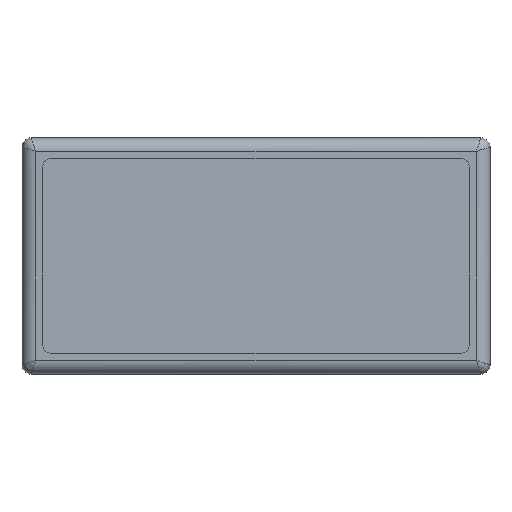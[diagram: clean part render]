
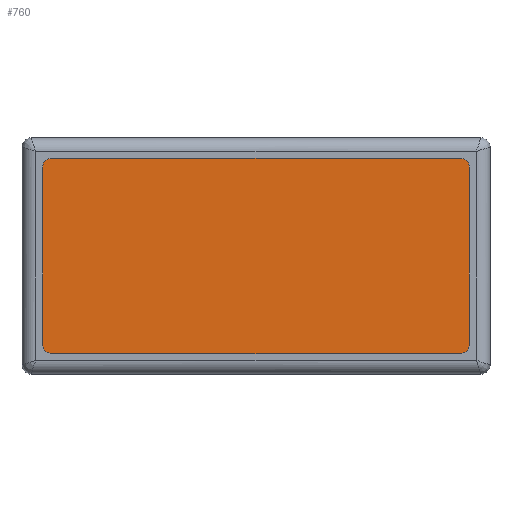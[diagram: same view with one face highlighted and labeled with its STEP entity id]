
A CAD part, top view. The second image highlights one B-rep face of the part: STEP entity #760.
In plain terms, the highlighted planar face has unit normal (0, 0, 1).
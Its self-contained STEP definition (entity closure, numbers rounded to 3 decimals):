
#65=LINE($,#1489,#117);
#69=LINE($,#1501,#121);
#73=LINE($,#1513,#125);
#77=LINE($,#1524,#129);
#117=VECTOR($,#1081,19.4);
#121=VECTOR($,#1093,44.8);
#125=VECTOR($,#1105,19.4);
#129=VECTOR($,#1117,44.8);
#170=PLANE($,#875);
#232=FACE_OUTER_BOUND($,#294,.T.);
#294=EDGE_LOOP($,(#668,#669,#670,#671,#672,#673,#674,#675));
#324=CIRCLE($,#860,1.);
#326=CIRCLE($,#864,1.);
#328=CIRCLE($,#868,1.);
#330=CIRCLE($,#872,1.);
#380=VERTEX_POINT($,#1479);
#381=VERTEX_POINT($,#1480);
#384=VERTEX_POINT($,#1488);
#386=VERTEX_POINT($,#1494);
#388=VERTEX_POINT($,#1500);
#390=VERTEX_POINT($,#1506);
#392=VERTEX_POINT($,#1512);
#394=VERTEX_POINT($,#1518);
#468=EDGE_CURVE($,#380,#381,#324,.T.);
#472=EDGE_CURVE($,#381,#384,#65,.T.);
#475=EDGE_CURVE($,#384,#386,#326,.T.);
#478=EDGE_CURVE($,#386,#388,#69,.T.);
#481=EDGE_CURVE($,#388,#390,#328,.T.);
#484=EDGE_CURVE($,#390,#392,#73,.T.);
#487=EDGE_CURVE($,#392,#394,#330,.T.);
#490=EDGE_CURVE($,#394,#380,#77,.T.);
#668=ORIENTED_EDGE($,*,*,#468,.F.);
#669=ORIENTED_EDGE($,*,*,#490,.F.);
#670=ORIENTED_EDGE($,*,*,#487,.F.);
#671=ORIENTED_EDGE($,*,*,#484,.F.);
#672=ORIENTED_EDGE($,*,*,#481,.F.);
#673=ORIENTED_EDGE($,*,*,#478,.F.);
#674=ORIENTED_EDGE($,*,*,#475,.F.);
#675=ORIENTED_EDGE($,*,*,#472,.F.);
#760=ADVANCED_FACE($,(#232),#170,.T.);
#860=AXIS2_PLACEMENT_3D($,#1481,#1073,#1074);
#864=AXIS2_PLACEMENT_3D($,#1495,#1086,#1087);
#868=AXIS2_PLACEMENT_3D($,#1507,#1098,#1099);
#872=AXIS2_PLACEMENT_3D($,#1519,#1110,#1111);
#875=AXIS2_PLACEMENT_3D($,#1526,#1119,#1120);
#1073=DIRECTION('center_axis',(0.,0.,-1.));
#1074=DIRECTION('ref_axis',(-0.707,-0.707,0.));
#1081=DIRECTION($,(0.,1.,0.));
#1086=DIRECTION('center_axis',(0.,0.,-1.));
#1087=DIRECTION('ref_axis',(-0.707,0.707,0.));
#1093=DIRECTION($,(1.,0.,0.));
#1098=DIRECTION('center_axis',(0.,0.,-1.));
#1099=DIRECTION('ref_axis',(0.707,0.707,0.));
#1105=DIRECTION($,(0.,-1.,0.));
#1110=DIRECTION('center_axis',(0.,0.,-1.));
#1111=DIRECTION('ref_axis',(0.707,-0.707,0.));
#1117=DIRECTION($,(-1.,0.,0.));
#1119=DIRECTION('center_axis',(0.,0.,
1.));
#1120=DIRECTION('ref_axis',(1.,0.,0.));
#1479=CARTESIAN_POINT('',(-22.4,-10.7,10.7));
#1480=CARTESIAN_POINT('',(-23.4,-9.7,10.7));
#1481=CARTESIAN_POINT('Origin',(-22.4,-9.7,10.7));
#1488=CARTESIAN_POINT('',(-23.4,9.7,10.7));
#1489=CARTESIAN_POINT($,(-23.4,9.7,10.7));
#1494=CARTESIAN_POINT('',(-22.4,10.7,10.7));
#1495=CARTESIAN_POINT('Origin',(-22.4,9.7,10.7));
#1500=CARTESIAN_POINT('',(22.4,10.7,10.7));
#1501=CARTESIAN_POINT($,(22.4,10.7,10.7));
#1506=CARTESIAN_POINT('',(23.4,9.7,10.7));
#1507=CARTESIAN_POINT('Origin',(22.4,9.7,10.7));
#1512=CARTESIAN_POINT('',(23.4,-9.7,10.7));
#1513=CARTESIAN_POINT($,(23.4,-9.7,10.7));
#1518=CARTESIAN_POINT('',(22.4,-10.7,10.7));
#1519=CARTESIAN_POINT('Origin',(22.4,-9.7,10.7));
#1524=CARTESIAN_POINT($,(-22.4,-10.7,10.7));
#1526=CARTESIAN_POINT('Origin',(0.,0.,
10.7));
